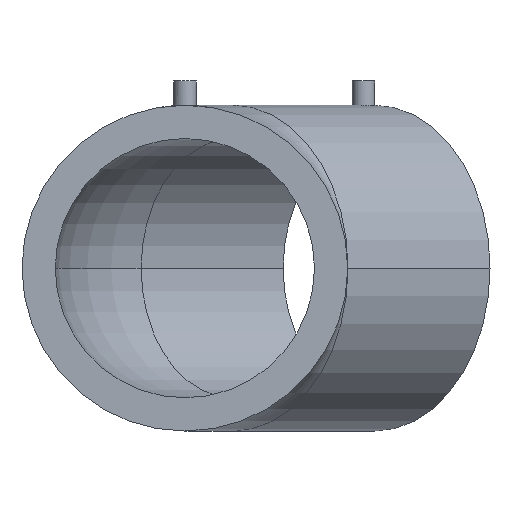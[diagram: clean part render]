
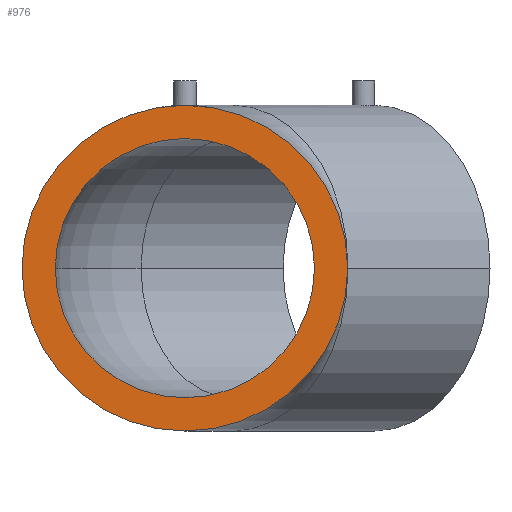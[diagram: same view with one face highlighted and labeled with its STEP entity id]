
A CAD part, front view. The second image highlights one B-rep face of the part: STEP entity #976.
In plain terms, the highlighted planar face has unit normal (0, -1, 0).
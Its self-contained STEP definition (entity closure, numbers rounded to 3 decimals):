
#37 = CIRCLE ( 'NONE', #117, 100.5 ) ;
#46 = DIRECTION ( 'NONE',  ( 0., 0., 1. ) ) ;
#117 = AXIS2_PLACEMENT_3D ( 'NONE', #148, #394, #471 ) ;
#148 = CARTESIAN_POINT ( 'NONE',  ( 0., 0., 0. ) ) ;
#150 = EDGE_LOOP ( 'NONE', ( #712, #909 ) ) ;
#188 = ORIENTED_EDGE ( 'NONE', *, *, #697, .F. ) ;
#196 = AXIS2_PLACEMENT_3D ( 'NONE', #678, #517, #773 ) ;
#227 = EDGE_CURVE ( 'NONE', #695, #728, #372, .T. ) ;
#316 = EDGE_CURVE ( 'NONE', #728, #695, #768, .T. ) ;
#323 = AXIS2_PLACEMENT_3D ( 'NONE', #905, #334, #502 ) ;
#327 = CARTESIAN_POINT ( 'NONE',  ( -80., 0., 0. ) ) ;
#334 = DIRECTION ( 'NONE',  ( 0., 1., 0. ) ) ;
#346 = AXIS2_PLACEMENT_3D ( 'NONE', #977, #401, #561 ) ;
#372 = CIRCLE ( 'NONE', #980, 80. ) ;
#394 = DIRECTION ( 'NONE',  ( 0., 1., 0. ) ) ;
#401 = DIRECTION ( 'NONE',  ( 0., -1., 0. ) ) ;
#431 = EDGE_CURVE ( 'NONE', #951, #1021, #441, .T. ) ;
#441 = CIRCLE ( 'NONE', #196, 100.5 ) ;
#446 = CARTESIAN_POINT ( 'NONE',  ( 0., 0., 0. ) ) ;
#454 = DIRECTION ( 'NONE',  ( 0., -1., 0. ) ) ;
#471 = DIRECTION ( 'NONE',  ( 0., 0., 1. ) ) ;
#502 = DIRECTION ( 'NONE',  ( 0., 0., 1. ) ) ;
#517 = DIRECTION ( 'NONE',  ( 0., 1., 0. ) ) ;
#561 = DIRECTION ( 'NONE',  ( 0., 0., 1. ) ) ;
#578 = PLANE ( 'NONE',  #323 ) ;
#589 = FACE_OUTER_BOUND ( 'NONE', #788, .T. ) ;
#624 = CARTESIAN_POINT ( 'NONE',  ( 80., 0., 0. ) ) ;
#678 = CARTESIAN_POINT ( 'NONE',  ( 0., 0., 0. ) ) ;
#695 = VERTEX_POINT ( 'NONE', #624 ) ;
#697 = EDGE_CURVE ( 'NONE', #1021, #951, #37, .T. ) ;
#712 = ORIENTED_EDGE ( 'NONE', *, *, #316, .F. ) ;
#728 = VERTEX_POINT ( 'NONE', #327 ) ;
#739 = CARTESIAN_POINT ( 'NONE',  ( -100.5, 0., 0. ) ) ;
#768 = CIRCLE ( 'NONE', #346, 80. ) ;
#773 = DIRECTION ( 'NONE',  ( 0., 0., 1. ) ) ;
#788 = EDGE_LOOP ( 'NONE', ( #797, #188 ) ) ;
#797 = ORIENTED_EDGE ( 'NONE', *, *, #431, .F. ) ;
#905 = CARTESIAN_POINT ( 'NONE',  ( 0., 0., 0. ) ) ;
#909 = ORIENTED_EDGE ( 'NONE', *, *, #227, .F. ) ;
#951 = VERTEX_POINT ( 'NONE', #739 ) ;
#976 = ADVANCED_FACE ( 'NONE', ( #997, #589 ), #578, .F. ) ;
#977 = CARTESIAN_POINT ( 'NONE',  ( 0., 0., 0. ) ) ;
#980 = AXIS2_PLACEMENT_3D ( 'NONE', #446, #454, #46 ) ;
#995 = CARTESIAN_POINT ( 'NONE',  ( 100.5, 0., 0. ) ) ;
#997 = FACE_BOUND ( 'NONE', #150, .T. ) ;
#1021 = VERTEX_POINT ( 'NONE', #995 ) ;
